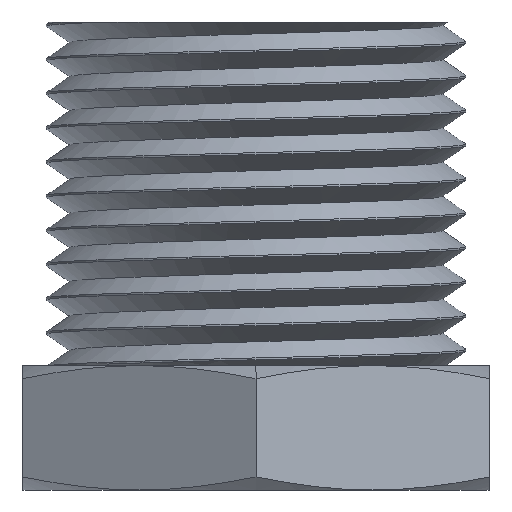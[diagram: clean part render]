
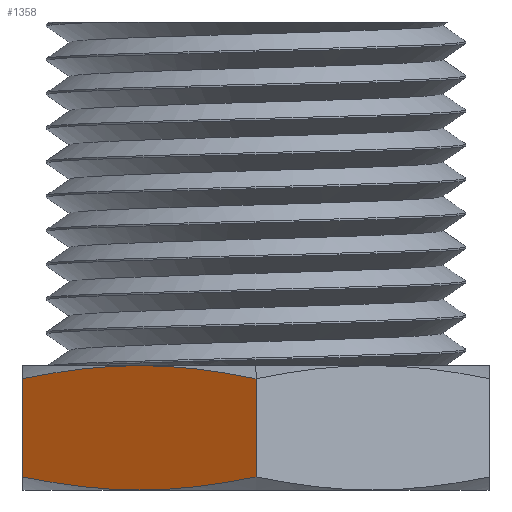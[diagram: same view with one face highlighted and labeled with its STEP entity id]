
A CAD part, left-side view. The second image highlights one B-rep face of the part: STEP entity #1358.
In plain terms, the highlighted planar face has unit normal (-0.866, 0.5, 0).
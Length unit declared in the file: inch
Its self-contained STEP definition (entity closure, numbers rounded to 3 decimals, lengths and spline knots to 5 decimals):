
#47 = EDGE_CURVE ( 'NONE', #2707, #2584, #2458, .T. ) ;
#121 = CARTESIAN_POINT ( 'NONE',  ( -0.21651, 0.375, 0.2 ) ) ;
#159 = B_SPLINE_CURVE_WITH_KNOTS ( 'NONE', 3,
 ( #755, #594, #1039, #2635, #1274, #2862 ),
 .UNSPECIFIED., .F., .F.,
 ( 4, 2, 4 ),
 ( 0.0055, 0.00825, 0.011 ),
 .UNSPECIFIED. ) ;
#174 = CARTESIAN_POINT ( 'NONE',  ( -0.41497, 0.03125, 0.01455 ) ) ;
#188 = EDGE_LOOP ( 'NONE', ( #2792, #1025, #1115, #2708, #242, #1482 ) ) ;
#242 = ORIENTED_EDGE ( 'NONE', *, *, #1363, .T. ) ;
#274 = CARTESIAN_POINT ( 'NONE',  ( -0.36084, 0.125, 0.19807 ) ) ;
#289 = EDGE_CURVE ( 'NONE', #364, #1394, #363, .T. ) ;
#357 = CARTESIAN_POINT ( 'NONE',  ( -0.32476, 0.1875, 0.2 ) ) ;
#363 = B_SPLINE_CURVE_WITH_KNOTS ( 'NONE', 3,
 ( #2614, #1022, #2376, #1253, #2842, #1493 ),
 .UNSPECIFIED., .F., .F.,
 ( 4, 2, 4 ),
 ( 0., 0.00275, 0.0055 ),
 .UNSPECIFIED. ) ;
#364 = VERTEX_POINT ( 'NONE', #584 ) ;
#503 = CARTESIAN_POINT ( 'NONE',  ( -0.41497, 0.03125, 0.18545 ) ) ;
#577 = CARTESIAN_POINT ( 'NONE',  ( -0.32476, 0.1875, 0.2 ) ) ;
#584 = CARTESIAN_POINT ( 'NONE',  ( -0.21651, 0.375, 0.17889 ) ) ;
#594 = CARTESIAN_POINT ( 'NONE',  ( -0.30672, 0.21875, 0. ) ) ;
#618 = CARTESIAN_POINT ( 'NONE',  ( -0.39693, 0.0625, 0.00922 ) ) ;
#645 = CARTESIAN_POINT ( 'NONE',  ( -0.36084, 0.125, 0.00193 ) ) ;
#755 = CARTESIAN_POINT ( 'NONE',  ( -0.32476, 0.1875, 0. ) ) ;
#776 = VERTEX_POINT ( 'NONE', #1689 ) ;
#786 = CARTESIAN_POINT ( 'NONE',  ( -0.3428, 0.15625, 0. ) ) ;
#791 = CARTESIAN_POINT ( 'NONE',  ( -0.21651, 0.375, 0.2 ) ) ;
#797 = B_SPLINE_CURVE_WITH_KNOTS ( 'NONE', 3,
 ( #357, #2616, #274, #1849, #503, #2083 ),
 .UNSPECIFIED., .F., .F.,
 ( 4, 2, 4 ),
 ( 0.0055, 0.00825, 0.011 ),
 .UNSPECIFIED. ) ;
#815 = CARTESIAN_POINT ( 'NONE',  ( -0.21651, 0.375, 0.02111 ) ) ;
#829 = CARTESIAN_POINT ( 'NONE',  ( -0.43301, 0., 0.2 ) ) ;
#846 = CARTESIAN_POINT ( 'NONE',  ( -0.32476, 0.1875, 0. ) ) ;
#999 = PLANE ( 'NONE',  #2901 ) ;
#1014 = DIRECTION ( 'NONE',  ( 0.866, -0.5, 0. ) ) ;
#1022 = CARTESIAN_POINT ( 'NONE',  ( -0.23455, 0.34375, 0.18545 ) ) ;
#1025 = ORIENTED_EDGE ( 'NONE', *, *, #1112, .F. ) ;
#1039 = CARTESIAN_POINT ( 'NONE',  ( -0.28868, 0.25, 0.00193 ) ) ;
#1097 = EDGE_CURVE ( 'NONE', #2584, #1407, #159, .T. ) ;
#1112 = EDGE_CURVE ( 'NONE', #776, #2707, #1622, .T. ) ;
#1115 = ORIENTED_EDGE ( 'NONE', *, *, #2174, .F. ) ;
#1253 = CARTESIAN_POINT ( 'NONE',  ( -0.28868, 0.25, 0.19807 ) ) ;
#1274 = CARTESIAN_POINT ( 'NONE',  ( -0.23455, 0.34375, 0.01455 ) ) ;
#1283 = LINE ( 'NONE', #121, #2533 ) ;
#1358 = ADVANCED_FACE ( 'NONE', ( #2019 ), #999, .F. ) ;
#1363 = EDGE_CURVE ( 'NONE', #364, #1407, #1283, .T. ) ;
#1394 = VERTEX_POINT ( 'NONE', #577 ) ;
#1407 = VERTEX_POINT ( 'NONE', #815 ) ;
#1482 = ORIENTED_EDGE ( 'NONE', *, *, #1097, .F. ) ;
#1493 = CARTESIAN_POINT ( 'NONE',  ( -0.32476, 0.1875, 0.2 ) ) ;
#1582 = CARTESIAN_POINT ( 'NONE',  ( -0.43301, 0., 0.02111 ) ) ;
#1622 = LINE ( 'NONE', #829, #2227 ) ;
#1689 = CARTESIAN_POINT ( 'NONE',  ( -0.43301, 0., 0.17889 ) ) ;
#1711 = DIRECTION ( 'NONE',  ( 0., 0., -1. ) ) ;
#1776 = CARTESIAN_POINT ( 'NONE',  ( -0.32476, 0.1875, 0. ) ) ;
#1849 = CARTESIAN_POINT ( 'NONE',  ( -0.39693, 0.0625, 0.19078 ) ) ;
#2019 = FACE_OUTER_BOUND ( 'NONE', #188, .T. ) ;
#2083 = CARTESIAN_POINT ( 'NONE',  ( -0.43301, 0., 0.17889 ) ) ;
#2174 = EDGE_CURVE ( 'NONE', #1394, #776, #797, .T. ) ;
#2227 = VECTOR ( 'NONE', #2406, 39.37008 ) ;
#2376 = CARTESIAN_POINT ( 'NONE',  ( -0.25259, 0.3125, 0.19078 ) ) ;
#2406 = DIRECTION ( 'NONE',  ( 0., 0., -1. ) ) ;
#2458 = B_SPLINE_CURVE_WITH_KNOTS ( 'NONE', 3,
 ( #2559, #174, #618, #645, #786, #846 ),
 .UNSPECIFIED., .F., .F.,
 ( 4, 2, 4 ),
 ( 0., 0.00275, 0.0055 ),
 .UNSPECIFIED. ) ;
#2533 = VECTOR ( 'NONE', #1711, 39.37008 ) ;
#2559 = CARTESIAN_POINT ( 'NONE',  ( -0.43301, 0., 0.02111 ) ) ;
#2584 = VERTEX_POINT ( 'NONE', #1776 ) ;
#2606 = DIRECTION ( 'NONE',  ( 0.5, 0.866, 0. ) ) ;
#2614 = CARTESIAN_POINT ( 'NONE',  ( -0.21651, 0.375, 0.17889 ) ) ;
#2616 = CARTESIAN_POINT ( 'NONE',  ( -0.3428, 0.15625, 0.2 ) ) ;
#2635 = CARTESIAN_POINT ( 'NONE',  ( -0.25259, 0.3125, 0.00922 ) ) ;
#2707 = VERTEX_POINT ( 'NONE', #1582 ) ;
#2708 = ORIENTED_EDGE ( 'NONE', *, *, #289, .F. ) ;
#2792 = ORIENTED_EDGE ( 'NONE', *, *, #47, .F. ) ;
#2842 = CARTESIAN_POINT ( 'NONE',  ( -0.30672, 0.21875, 0.2 ) ) ;
#2862 = CARTESIAN_POINT ( 'NONE',  ( -0.21651, 0.375, 0.02111 ) ) ;
#2901 = AXIS2_PLACEMENT_3D ( 'NONE', #791, #1014, #2606 ) ;
